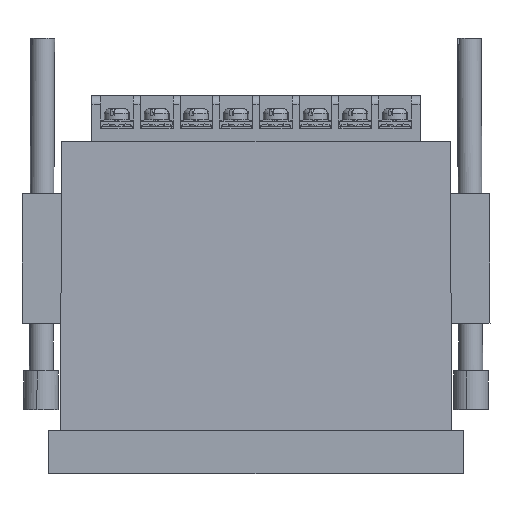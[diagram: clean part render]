
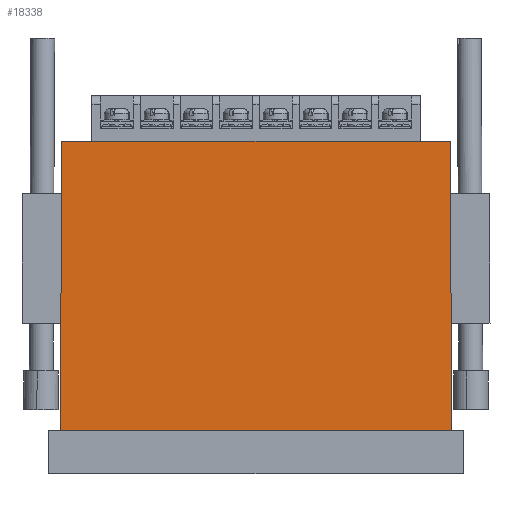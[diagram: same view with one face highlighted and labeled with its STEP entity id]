
A CAD part, front view. The second image highlights one B-rep face of the part: STEP entity #18338.
In plain terms, the highlighted planar face has unit normal (0, -1, 0.005).
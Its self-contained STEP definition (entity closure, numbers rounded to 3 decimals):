
#269 = EDGE_CURVE ( 'NONE', #5634, #4047, #16113, .T. ) ;
#621 = VECTOR ( 'NONE', #17212, 1000. ) ;
#1177 = CARTESIAN_POINT ( 'NONE',  ( 45., -22.35, 0. ) ) ;
#2755 = CARTESIAN_POINT ( 'NONE',  ( 44.998, -22.348, 0.412 ) ) ;
#3046 = FACE_OUTER_BOUND ( 'NONE', #8138, .T. ) ;
#3059 = VERTEX_POINT ( 'NONE', #21382 ) ;
#3232 = LINE ( 'NONE', #3505, #14169 ) ;
#3320 = ORIENTED_EDGE ( 'NONE', *, *, #269, .T. ) ;
#3328 = DIRECTION ( 'NONE',  ( -0.005, 0.005, 1. ) ) ;
#3505 = CARTESIAN_POINT ( 'NONE',  ( -45., -22.35, 0. ) ) ;
#3730 = AXIS2_PLACEMENT_3D ( 'NONE', #8629, #18327, #18623 ) ;
#4047 = VERTEX_POINT ( 'NONE', #1177 ) ;
#4301 = DIRECTION ( 'NONE',  ( 1., 0., 0. ) ) ;
#5182 = DIRECTION ( 'NONE',  ( 1., 0., 0. ) ) ;
#5634 = VERTEX_POINT ( 'NONE', #16351 ) ;
#6600 = VERTEX_POINT ( 'NONE', #19824 ) ;
#7288 = CARTESIAN_POINT ( 'NONE',  ( -44.999, -22.349, 0.204 ) ) ;
#7301 = VECTOR ( 'NONE', #4301, 1000. ) ;
#8138 = EDGE_LOOP ( 'NONE', ( #11290, #16924, #17203, #3320 ) ) ;
#8629 = CARTESIAN_POINT ( 'NONE',  ( -45., -22.35, 0. ) ) ;
#8851 = EDGE_CURVE ( 'NONE', #6600, #4047, #3232, .T. ) ;
#9093 = CARTESIAN_POINT ( 'NONE',  ( -45., -22.656, -67. ) ) ;
#11290 = ORIENTED_EDGE ( 'NONE', *, *, #8851, .F. ) ;
#11412 = VECTOR ( 'NONE', #3328, 1000. ) ;
#13851 = EDGE_CURVE ( 'NONE', #3059, #6600, #13882, .T. ) ;
#13882 = LINE ( 'NONE', #7288, #621 ) ;
#14169 = VECTOR ( 'NONE', #5182, 1000. ) ;
#16113 = LINE ( 'NONE', #2755, #11412 ) ;
#16284 = EDGE_CURVE ( 'NONE', #3059, #5634, #20848, .T. ) ;
#16351 = CARTESIAN_POINT ( 'NONE',  ( 45.306, -22.656, -67. ) ) ;
#16715 = PLANE ( 'NONE',  #3730 ) ;
#16924 = ORIENTED_EDGE ( 'NONE', *, *, #13851, .F. ) ;
#17203 = ORIENTED_EDGE ( 'NONE', *, *, #16284, .T. ) ;
#17212 = DIRECTION ( 'NONE',  ( 0.005, 0.005, 1. ) ) ;
#18327 = DIRECTION ( 'NONE',  ( 0., -1., 0.005 ) ) ;
#18338 = ADVANCED_FACE ( 'NONE', ( #3046 ), #16715, .T. ) ;
#18623 = DIRECTION ( 'NONE',  ( 0., -0.005, -1. ) ) ;
#19824 = CARTESIAN_POINT ( 'NONE',  ( -45., -22.35, 0. ) ) ;
#20848 = LINE ( 'NONE', #9093, #7301 ) ;
#21382 = CARTESIAN_POINT ( 'NONE',  ( -45.306, -22.656, -67. ) ) ;
